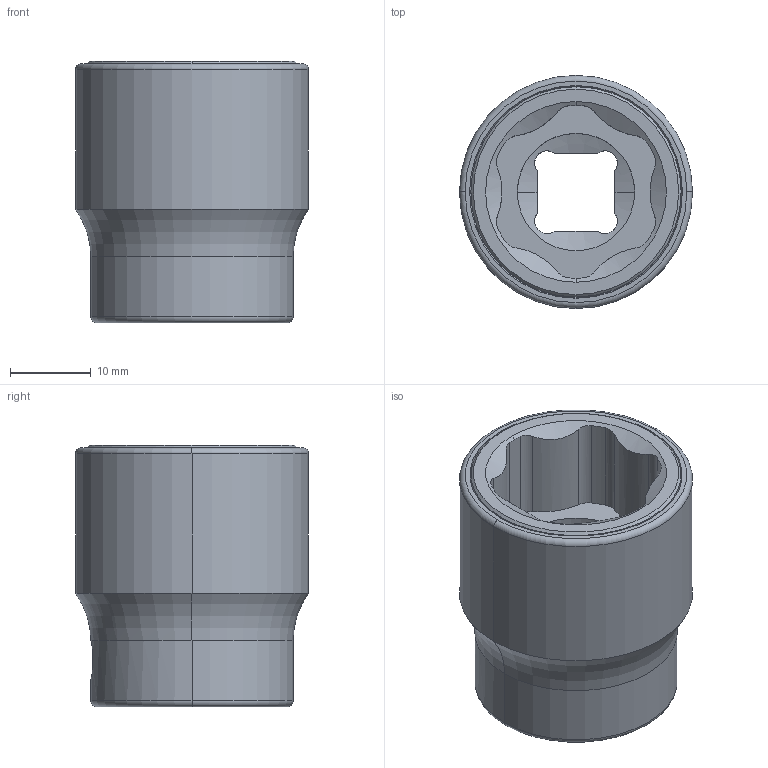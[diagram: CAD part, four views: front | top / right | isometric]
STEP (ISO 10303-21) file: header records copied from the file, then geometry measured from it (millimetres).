
FILE_DESCRIPTION((''),'2;1');
FILE_NAME('4027121118_ASM','2023-08-21T14:55:24',('A00565553'),(''),'CREO PARAMETRIC BY PTC INC, 2022414','CREO PARAMETRIC BY PTC INC, 2022414','');
FILE_SCHEMA(('CONFIG_CONTROL_DESIGN','GEOMETRIC_VALIDATION_PROPERTIES_MIM'));
Length unit declared in the file: millimetre
Products named in the file (3): 4027120818; 4027042004; 4027121118_ASM
Assembly tree (2 placements, depth 2):
  4027121118_ASM
    4027120818
    4027042004
Bounding box: 28.8 x 28.8 x 32.3 mm (x, y, z)
Volume: 11631.2 mm3; surface area: 10291 mm2
Topology: 2 solids, 2 shells, 92 faces, 256 edges, 164 vertices
Faces by surface type: cylinder 53, plane 14, torus 13, cone 12
Entity records: 3817 total; most frequent: CARTESIAN_POINT 1108, ORIENTED_EDGE 512, DIRECTION 476, EDGE_CURVE 256, AXIS2_PLACEMENT_3D 202, VERTEX_POINT 164, CIRCLE 105, EDGE_LOOP 98
